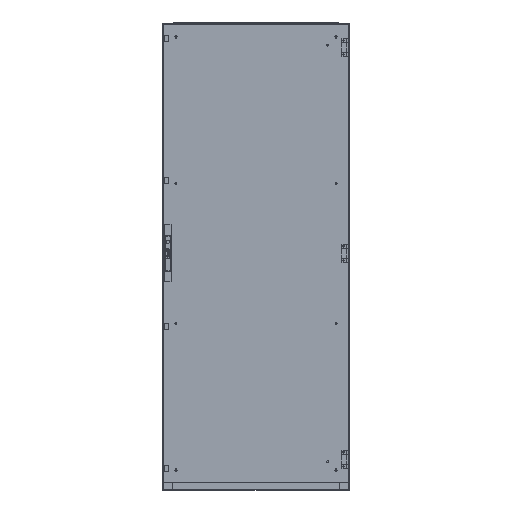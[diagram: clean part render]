
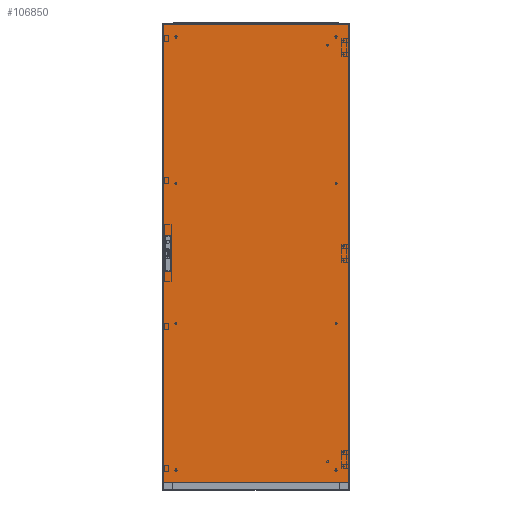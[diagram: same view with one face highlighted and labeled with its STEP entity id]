
A CAD part, top view. The second image highlights one B-rep face of the part: STEP entity #106850.
In plain terms, the highlighted planar face has unit normal (0, 0, 1).
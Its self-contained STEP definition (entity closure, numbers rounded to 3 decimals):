
#2713 = ORIENTED_EDGE ( 'NONE', *, *, #60604, .T. ) ;
#4498 = DIRECTION ( 'NONE',  ( 0., 1., 0. ) ) ;
#5501 = ORIENTED_EDGE ( 'NONE', *, *, #50382, .T. ) ;
#6583 = DIRECTION ( 'NONE',  ( 0., -1., 0. ) ) ;
#9213 = ORIENTED_EDGE ( 'NONE', *, *, #72703, .F. ) ;
#10087 = CARTESIAN_POINT ( 'NONE',  ( -393.4, -78.5, 0. ) ) ;
#11292 = DIRECTION ( 'NONE',  ( -1., 0., 0. ) ) ;
#13208 = CARTESIAN_POINT ( 'NONE',  ( -397., 983.5, 0. ) ) ;
#13363 = CARTESIAN_POINT ( 'NONE',  ( -393.4, 78.5, 0. ) ) ;
#14495 = ORIENTED_EDGE ( 'NONE', *, *, #51343, .T. ) ;
#15088 = VECTOR ( 'NONE', #6583, 1000. ) ;
#17975 = DIRECTION ( 'NONE',  ( 1., 0., 0. ) ) ;
#19215 = ORIENTED_EDGE ( 'NONE', *, *, #110970, .T. ) ;
#21779 = VECTOR ( 'NONE', #35957, 1000. ) ;
#22486 = CARTESIAN_POINT ( 'NONE',  ( -363., -78.5, 0. ) ) ;
#22568 = LINE ( 'NONE', #55623, #110795 ) ;
#23361 = VERTEX_POINT ( 'NONE', #22486 ) ;
#24480 = LINE ( 'NONE', #10087, #21779 ) ;
#26368 = AXIS2_PLACEMENT_3D ( 'NONE', #74762, #32276, #91808 ) ;
#30912 = EDGE_CURVE ( 'NONE', #86415, #23361, #24480, .T. ) ;
#31329 = CARTESIAN_POINT ( 'NONE',  ( -363., 0., 0. ) ) ;
#32276 = DIRECTION ( 'NONE',  ( 0., 0., 1. ) ) ;
#35061 = LINE ( 'NONE', #74084, #100519 ) ;
#35506 = EDGE_CURVE ( 'NONE', #101756, #55447, #96589, .T. ) ;
#35957 = DIRECTION ( 'NONE',  ( 1., 0., 0. ) ) ;
#36218 = EDGE_LOOP ( 'NONE', ( #5501, #19215, #41995, #9213 ) ) ;
#37882 = CARTESIAN_POINT ( 'NONE',  ( -363., 78.5, 0. ) ) ;
#37914 = EDGE_CURVE ( 'NONE', #55447, #110912, #22568, .T. ) ;
#38878 = CARTESIAN_POINT ( 'NONE',  ( -393.4, 0., 0. ) ) ;
#39545 = CARTESIAN_POINT ( 'NONE',  ( -397., -983.5, 0. ) ) ;
#41995 = ORIENTED_EDGE ( 'NONE', *, *, #30912, .F. ) ;
#47449 = DIRECTION ( 'NONE',  ( 0., -1., 0. ) ) ;
#49052 = PLANE ( 'NONE',  #26368 ) ;
#50382 = EDGE_CURVE ( 'NONE', #77155, #53013, #35061, .T. ) ;
#51343 = EDGE_CURVE ( 'NONE', #54378, #101756, #104288, .T. ) ;
#52054 = CARTESIAN_POINT ( 'NONE',  ( -397., -983.5, 0. ) ) ;
#53013 = VERTEX_POINT ( 'NONE', #37882 ) ;
#53869 = VECTOR ( 'NONE', #11292, 1000. ) ;
#54253 = CARTESIAN_POINT ( 'NONE',  ( -397., 983.5, 0. ) ) ;
#54378 = VERTEX_POINT ( 'NONE', #99372 ) ;
#55447 = VERTEX_POINT ( 'NONE', #13208 ) ;
#55623 = CARTESIAN_POINT ( 'NONE',  ( -397., 983.5, 0. ) ) ;
#56012 = DIRECTION ( 'NONE',  ( 0., -1., 0. ) ) ;
#58885 = VECTOR ( 'NONE', #4498, 1000. ) ;
#60604 = EDGE_CURVE ( 'NONE', #110912, #54378, #77372, .T. ) ;
#64478 = FACE_OUTER_BOUND ( 'NONE', #108117, .T. ) ;
#72703 = EDGE_CURVE ( 'NONE', #77155, #86415, #110263, .T. ) ;
#72894 = CARTESIAN_POINT ( 'NONE',  ( 397., 983.5, 0. ) ) ;
#73294 = ORIENTED_EDGE ( 'NONE', *, *, #37914, .T. ) ;
#74084 = CARTESIAN_POINT ( 'NONE',  ( -393.4, 78.5, 0. ) ) ;
#74762 = CARTESIAN_POINT ( 'NONE',  ( 0., 0., 0. ) ) ;
#77155 = VERTEX_POINT ( 'NONE', #13363 ) ;
#77372 = LINE ( 'NONE', #52054, #97416 ) ;
#83141 = LINE ( 'NONE', #31329, #15088 ) ;
#86415 = VERTEX_POINT ( 'NONE', #89574 ) ;
#89574 = CARTESIAN_POINT ( 'NONE',  ( -393.4, -78.5, 0. ) ) ;
#90762 = DIRECTION ( 'NONE',  ( 1., 0., 0. ) ) ;
#91808 = DIRECTION ( 'NONE',  ( 1., 0., 0. ) ) ;
#96065 = ORIENTED_EDGE ( 'NONE', *, *, #35506, .T. ) ;
#96589 = LINE ( 'NONE', #54253, #53869 ) ;
#97416 = VECTOR ( 'NONE', #17975, 1000. ) ;
#98263 = CARTESIAN_POINT ( 'NONE',  ( 397., 983.5, 0. ) ) ;
#99372 = CARTESIAN_POINT ( 'NONE',  ( 397., -983.5, 0. ) ) ;
#100519 = VECTOR ( 'NONE', #90762, 1000. ) ;
#101756 = VERTEX_POINT ( 'NONE', #98263 ) ;
#104288 = LINE ( 'NONE', #72894, #58885 ) ;
#104878 = VECTOR ( 'NONE', #47449, 1000. ) ;
#106850 = ADVANCED_FACE ( 'NONE', ( #109987, #64478 ), #49052, .T. ) ;
#108117 = EDGE_LOOP ( 'NONE', ( #14495, #96065, #73294, #2713 ) ) ;
#109987 = FACE_BOUND ( 'NONE', #36218, .T. ) ;
#110263 = LINE ( 'NONE', #38878, #104878 ) ;
#110795 = VECTOR ( 'NONE', #56012, 1000. ) ;
#110912 = VERTEX_POINT ( 'NONE', #39545 ) ;
#110970 = EDGE_CURVE ( 'NONE', #53013, #23361, #83141, .T. ) ;
